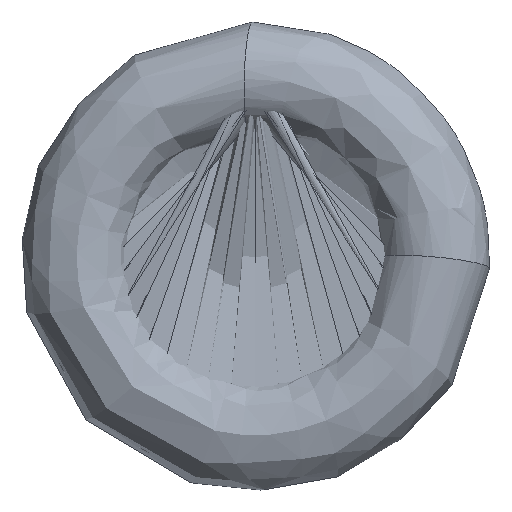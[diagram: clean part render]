
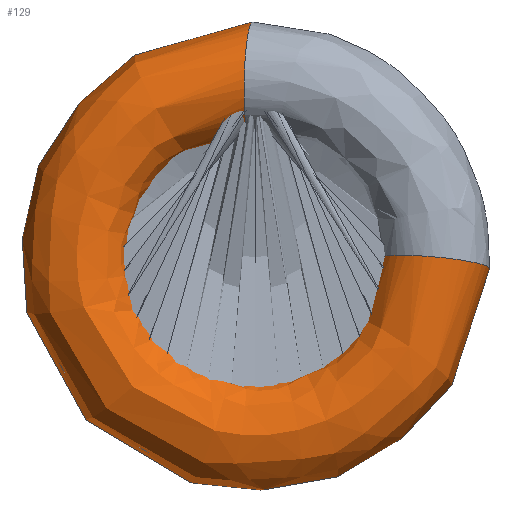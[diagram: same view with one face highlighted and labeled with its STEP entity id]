
A CAD part, left-side view. The second image highlights one B-rep face of the part: STEP entity #129.
In plain terms, the highlighted free-form (B-spline) face has degree [3, 3] with [7, 7] control points.
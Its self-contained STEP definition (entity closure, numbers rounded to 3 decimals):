
#129=ADVANCED_FACE('',(#142,#143),#140,.F.);
#140=(
BOUNDED_SURFACE()
B_SPLINE_SURFACE(3,3,((#296,#297,#298,#299,#300,#301,#302),(#303,#304,#305,
#306,#307,#308,#309),(#310,#311,#312,#313,#314,#315,#316),(#317,#318,#319,
#320,#321,#322,#323),(#324,#325,#326,#327,#328,#329,#330),(#331,#332,#333,
#334,#335,#336,#337),(#338,#339,#340,#341,#342,#343,#344)),
 .UNSPECIFIED.,.T.,.F.,.F.)
B_SPLINE_SURFACE_WITH_KNOTS((1,3,3,3,1),(4,3,4),(-0.5,0.,0.5,1.,1.5),(0.,
0.5,1.),.UNSPECIFIED.)
GEOMETRIC_REPRESENTATION_ITEM()
RATIONAL_B_SPLINE_SURFACE(((1.,0.598,0.598,1.,0.598,
0.598,1.),(0.333,0.199,0.199,
0.333,0.199,0.199,0.333),
(0.333,0.199,0.199,0.333,
0.199,0.199,0.333),(1.,0.598,
0.598,1.,0.598,0.598,1.),(0.333,
0.199,0.199,0.333,0.199,
0.199,0.333),(0.333,0.199,
0.199,0.333,0.199,0.199,
0.333),(1.,0.598,0.598,1.,0.598,
0.598,1.)))
REPRESENTATION_ITEM('')
SURFACE()
);
#142=FACE_BOUND('',#162,.T.);
#143=FACE_BOUND('',#163,.T.);
#162=EDGE_LOOP('',(#182));
#163=EDGE_LOOP('',(#183));
#182=ORIENTED_EDGE('',*,*,#213,.T.);
#183=ORIENTED_EDGE('',*,*,#214,.F.);
#202=VERTEX_POINT('',#293);
#203=VERTEX_POINT('',#295);
#213=EDGE_CURVE('',#202,#202,#223,.T.);
#214=EDGE_CURVE('',#203,#203,#224,.T.);
#223=CIRCLE('',#234,6.);
#224=CIRCLE('',#235,6.);
#234=AXIS2_PLACEMENT_3D('',#292,#254,#255);
#235=AXIS2_PLACEMENT_3D('',#294,#256,#257);
#254=DIRECTION('',(0.122,0.992,0.027));
#255=DIRECTION('',(0.992,-0.122,0.007));
#256=DIRECTION('',(0.122,-0.087,0.989));
#257=DIRECTION('',(0.992,0.,-0.122));
#292=CARTESIAN_POINT('',(5.955,0.418,19.001));
#293=CARTESIAN_POINT('',(11.91,-0.315,19.045));
#294=CARTESIAN_POINT('',(5.955,-18.991,-0.728));
#295=CARTESIAN_POINT('',(11.91,-18.991,-1.462));
#296=CARTESIAN_POINT('',(11.91,-18.991,-1.462));
#297=CARTESIAN_POINT('',(11.91,-17.494,-20.908));
#298=CARTESIAN_POINT('',(11.91,0.951,-27.245));
#299=CARTESIAN_POINT('',(11.91,14.083,-12.825));
#300=CARTESIAN_POINT('',(11.91,27.215,1.594));
#301=CARTESIAN_POINT('',(11.91,19.186,19.367));
#302=CARTESIAN_POINT('',(11.91,-0.315,19.045));
#303=CARTESIAN_POINT('',(12.037,-7.036,-0.432));
#304=CARTESIAN_POINT('',(12.037,-6.594,-7.637));
#305=CARTESIAN_POINT('',(12.037,0.195,-10.088));
#306=CARTESIAN_POINT('',(12.037,5.138,-4.827));
#307=CARTESIAN_POINT('',(12.037,10.08,0.433));
#308=CARTESIAN_POINT('',(12.037,7.211,7.057));
#309=CARTESIAN_POINT('',(12.037,-0.007,7.05));
#310=CARTESIAN_POINT('',(0.127,-7.036,1.036));
#311=CARTESIAN_POINT('',(0.127,-8.097,-6.169));
#312=CARTESIAN_POINT('',(0.127,-1.904,-9.999));
#313=CARTESIAN_POINT('',(0.127,4.069,-5.833));
#314=CARTESIAN_POINT('',(0.127,10.042,-1.667));
#315=CARTESIAN_POINT('',(0.127,8.586,5.468));
#316=CARTESIAN_POINT('',(0.127,1.458,6.961));
#317=CARTESIAN_POINT('',(0.,-18.991,0.006));
#318=CARTESIAN_POINT('',(0.,-18.997,-19.44));
#319=CARTESIAN_POINT('',(0.,-1.148,-27.156));
#320=CARTESIAN_POINT('',(0.,13.014,-13.832));
#321=CARTESIAN_POINT('',(0.,27.176,-0.507));
#322=CARTESIAN_POINT('',(0.,20.56,17.778));
#323=CARTESIAN_POINT('',(0.,1.151,18.957));
#324=CARTESIAN_POINT('',(-0.127,-30.946,-1.025));
#325=CARTESIAN_POINT('',(-0.127,-29.897,-32.711));
#326=CARTESIAN_POINT('',(-0.127,-0.393,-44.313));
#327=CARTESIAN_POINT('',(-0.127,21.959,-21.83));
#328=CARTESIAN_POINT('',(-0.127,44.31,0.653));
#329=CARTESIAN_POINT('',(-0.127,32.535,30.089));
#330=CARTESIAN_POINT('',(-0.127,0.843,30.952));
#331=CARTESIAN_POINT('',(11.783,-30.946,-2.493));
#332=CARTESIAN_POINT('',(11.783,-28.394,-34.179));
#333=CARTESIAN_POINT('',(11.783,1.706,-44.402));
#334=CARTESIAN_POINT('',(11.783,23.027,-20.824));
#335=CARTESIAN_POINT('',(11.783,44.349,2.754));
#336=CARTESIAN_POINT('',(11.783,31.16,31.677));
#337=CARTESIAN_POINT('',(11.783,-0.622,31.04));
#338=CARTESIAN_POINT('',(11.91,-18.991,-1.462));
#339=CARTESIAN_POINT('',(11.91,-17.494,-20.908));
#340=CARTESIAN_POINT('',(11.91,0.951,-27.245));
#341=CARTESIAN_POINT('',(11.91,14.083,-12.825));
#342=CARTESIAN_POINT('',(11.91,27.215,1.594));
#343=CARTESIAN_POINT('',(11.91,19.186,19.367));
#344=CARTESIAN_POINT('',(11.91,-0.315,19.045));
